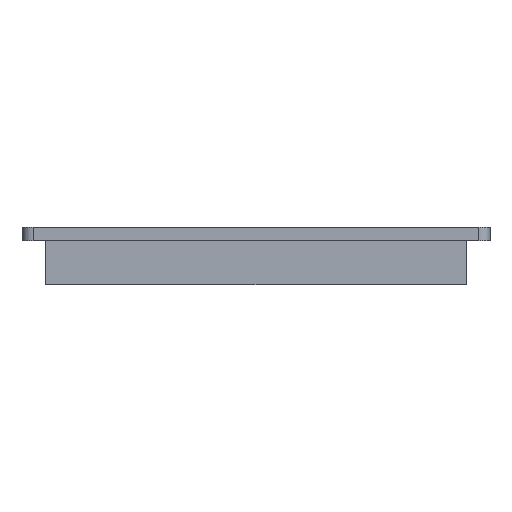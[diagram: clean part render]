
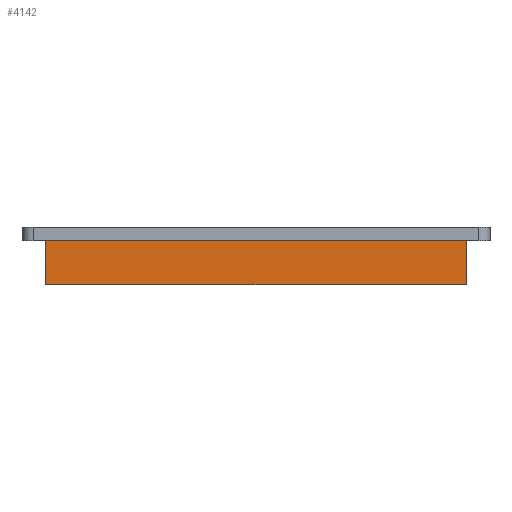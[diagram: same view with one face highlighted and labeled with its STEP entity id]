
A CAD part, front view. The second image highlights one B-rep face of the part: STEP entity #4142.
In plain terms, the highlighted planar face has unit normal (0, -1, 0).
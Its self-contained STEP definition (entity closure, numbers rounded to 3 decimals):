
#530=FACE_OUTER_BOUND('',#764,.T.);
#764=EDGE_LOOP('',(#3793,#3794,#3795,#3796));
#1036=LINE('',#7334,#1450);
#1105=LINE('',#7506,#1519);
#1126=LINE('',#7545,#1540);
#1151=LINE('',#7596,#1565);
#1450=VECTOR('',#4762,10.);
#1519=VECTOR('',#4907,10.);
#1540=VECTOR('',#4936,10.);
#1565=VECTOR('',#4989,10.);
#1894=VERTEX_POINT('',#7331);
#1895=VERTEX_POINT('',#7333);
#1960=VERTEX_POINT('',#7504);
#1974=VERTEX_POINT('',#7543);
#2432=EDGE_CURVE('',#1894,#1895,#1036,.T.);
#2519=EDGE_CURVE('',#1894,#1960,#1105,.T.);
#2540=EDGE_CURVE('',#1960,#1974,#1126,.T.);
#2565=EDGE_CURVE('',#1895,#1974,#1151,.T.);
#3793=ORIENTED_EDGE('',*,*,#2540,.T.);
#3794=ORIENTED_EDGE('',*,*,#2565,.F.);
#3795=ORIENTED_EDGE('',*,*,#2432,.F.);
#3796=ORIENTED_EDGE('',*,*,#2519,.T.);
#3924=PLANE('',#4323);
#4142=ADVANCED_FACE('',(#530),#3924,.T.);
#4323=AXIS2_PLACEMENT_3D('',#7656,#5073,#5074);
#4762=DIRECTION('',(1.,0.,0.));
#4907=DIRECTION('',(0.,0.,-1.));
#4936=DIRECTION('',(1.,0.,0.));
#4989=DIRECTION('',(0.,0.,-1.));
#5073=DIRECTION('center_axis',(0.,-1.,0.));
#5074=DIRECTION('ref_axis',(-1.,0.,0.));
#7331=CARTESIAN_POINT('',(2.1,-81.1,18.));
#7333=CARTESIAN_POINT('',(39.1,-81.1,18.));
#7334=CARTESIAN_POINT('',(29.85,-81.1,18.));
#7504=CARTESIAN_POINT('',(2.1,-81.1,14.1));
#7506=CARTESIAN_POINT('',(2.1,-81.1,18.));
#7543=CARTESIAN_POINT('',(39.1,-81.1,14.1));
#7545=CARTESIAN_POINT('',(29.85,-81.1,14.1));
#7596=CARTESIAN_POINT('',(39.1,-81.1,18.));
#7656=CARTESIAN_POINT('Origin',(39.1,-81.1,18.));
